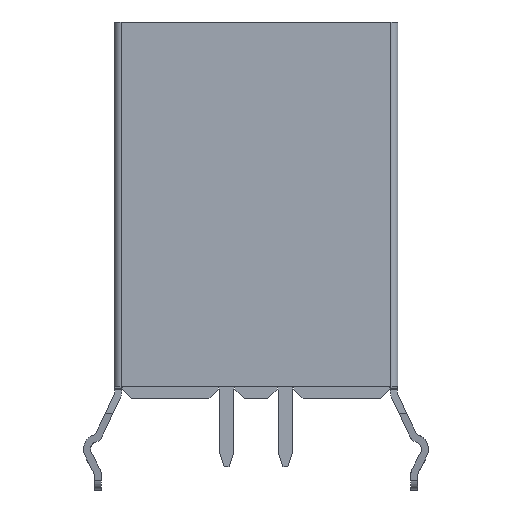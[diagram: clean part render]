
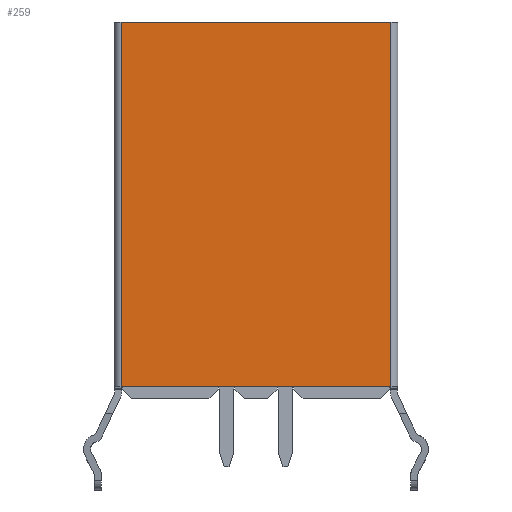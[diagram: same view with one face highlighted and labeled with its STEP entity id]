
A CAD part, front view. The second image highlights one B-rep face of the part: STEP entity #259.
In plain terms, the highlighted planar face has unit normal (0, -1, 0).
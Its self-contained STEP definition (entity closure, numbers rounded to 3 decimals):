
#259=ADVANCED_FACE('',(#639),#640,.T.);
#639=FACE_OUTER_BOUND('',#1024,.T.);
#640=PLANE('',#1025);
#1024=EDGE_LOOP('',(#2607,#2608,#2609,#2610));
#1025=AXIS2_PLACEMENT_3D('',#2611,#2612,#2613);
#2607=ORIENTED_EDGE('',*,*,#2774,.T.);
#2608=ORIENTED_EDGE('',*,*,#3215,.F.);
#2609=ORIENTED_EDGE('',*,*,#3216,.T.);
#2610=ORIENTED_EDGE('',*,*,#3213,.T.);
#2611=CARTESIAN_POINT('',(-5.75,0.,0.));
#2612=DIRECTION('',(0.,-1.0,0.));
#2613=DIRECTION('',(0.0,0.,-1.0));
#2774=EDGE_CURVE('',#3397,#3395,#3398,.T.);
#3213=EDGE_CURVE('',#4109,#3397,#4110,.T.);
#3215=EDGE_CURVE('',#4112,#3395,#4113,.T.);
#3216=EDGE_CURVE('',#4112,#4109,#4114,.T.);
#3395=VERTEX_POINT('',#4357);
#3397=VERTEX_POINT('',#4359);
#3398=LINE('',#4360,#4361);
#4109=VERTEX_POINT('',#5447);
#4110=LINE('',#5448,#5449);
#4112=VERTEX_POINT('',#5451);
#4113=LINE('',#5452,#5453);
#4114=LINE('',#5454,#5455);
#4357=CARTESIAN_POINT('',(5.75,0.,-15.55));
#4359=CARTESIAN_POINT('',(-5.75,0.,-15.55));
#4360=CARTESIAN_POINT('',(5.75,0.,-15.55));
#4361=VECTOR('',#5618,1.0);
#5447=CARTESIAN_POINT('',(-5.75,0.,0.));
#5448=CARTESIAN_POINT('',(-5.75,0.,0.));
#5449=VECTOR('',#6183,1.0);
#5451=CARTESIAN_POINT('',(5.75,0.,0.));
#5452=CARTESIAN_POINT('',(5.75,0.,0.));
#5453=VECTOR('',#6187,1.0);
#5454=CARTESIAN_POINT('',(5.75,0.,0.));
#5455=VECTOR('',#6188,1.0);
#5618=DIRECTION('',(1.0,0.,0.));
#6183=DIRECTION('',(0.,0.0,-1.0));
#6187=DIRECTION('',(0.,0.0,-1.0));
#6188=DIRECTION('',(-1.0,0.,0.));
